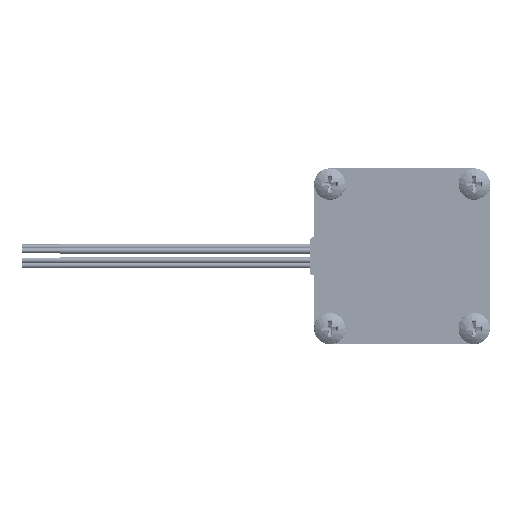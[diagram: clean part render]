
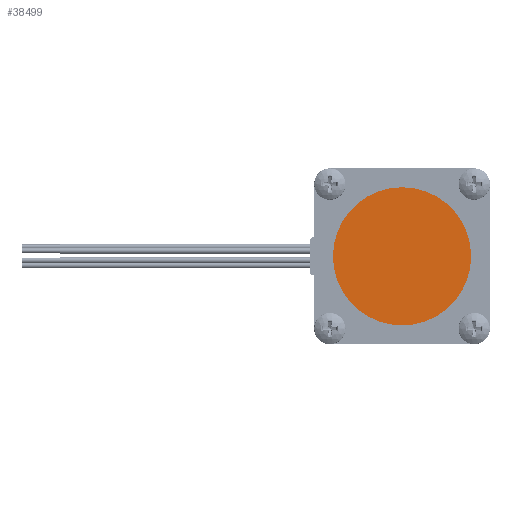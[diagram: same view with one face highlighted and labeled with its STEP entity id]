
A CAD part, left-side view. The second image highlights one B-rep face of the part: STEP entity #38499.
In plain terms, the highlighted face is planar.
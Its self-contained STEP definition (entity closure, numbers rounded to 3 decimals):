
#3732=FACE_OUTER_BOUND('',#6004,.T.);
#6004=EDGE_LOOP('',(#35205));
#14993=CIRCLE('',#42483,11.);
#18708=VERTEX_POINT('',#68722);
#24219=EDGE_CURVE('',#18708,#18708,#14993,.T.);
#35205=ORIENTED_EDGE('',*,*,#24219,.T.);
#36472=PLANE('',#42484);
#38499=ADVANCED_FACE('',(#3732),#36472,.F.);
#42483=AXIS2_PLACEMENT_3D('',#68723,#53887,#53888);
#42484=AXIS2_PLACEMENT_3D('',#68724,#53889,#53890);
#53887=DIRECTION('center_axis',(0.,0.,-1.));
#53888=DIRECTION('ref_axis',(-1.,0.,0.));
#53889=DIRECTION('center_axis',(0.,0.,1.));
#53890=DIRECTION('ref_axis',(1.,0.,0.));
#68722=CARTESIAN_POINT('',(11.,0.,0.));
#68723=CARTESIAN_POINT('Origin',(0.,0.,0.));
#68724=CARTESIAN_POINT('Origin',(0.,0.,
0.));
